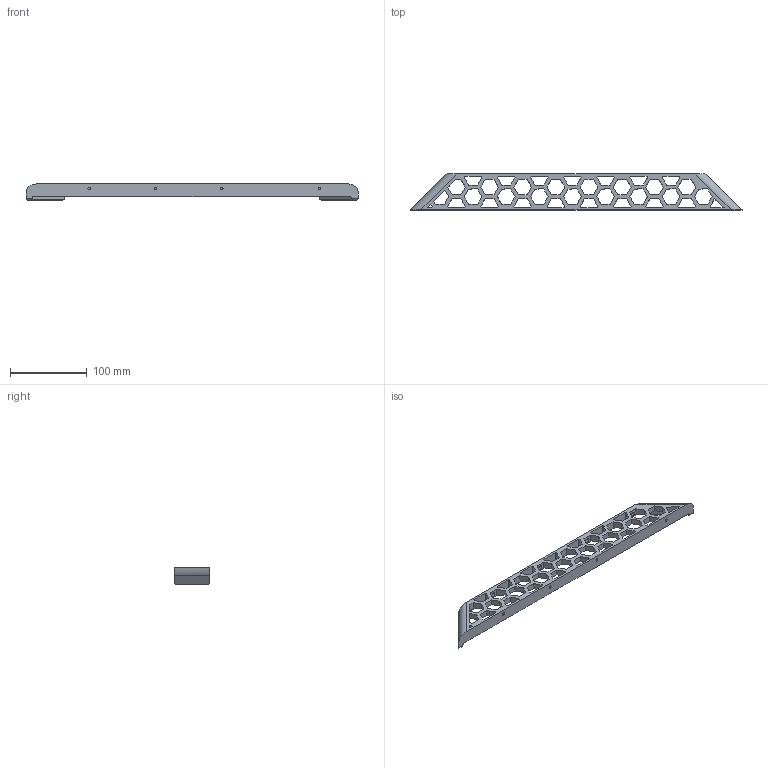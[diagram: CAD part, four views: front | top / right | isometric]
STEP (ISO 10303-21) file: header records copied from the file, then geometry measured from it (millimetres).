
FILE_DESCRIPTION (( 'STEP AP203' ), '1' );
FILE_NAME ('HCOMB-RIGHT.300mm.STEP', '2021-07-01T19:58:11', ( '' ), ( '' ), 'SwSTEP 2.0', 'SolidWorks 2019', '' );
FILE_SCHEMA (( 'CONFIG_CONTROL_DESIGN' ));
Length unit declared in the file: millimetre
Products named in the file (1): HCOMB-RIGHT.300mm
Bounding box: 431.72 x 46.8 x 21 mm (x, y, z)
Volume: 95014.5 mm3; surface area: 56514 mm2
Topology: 1 solids, 1 shells, 267 faces, 765 edges, 508 vertices
Faces by surface type: plane 220, cylinder 38, bspline 9
Entity records: 11389 total; most frequent: CARTESIAN_POINT 4565, ORIENTED_EDGE 1530, DIRECTION 1129, EDGE_CURVE 765, VERTEX_POINT 508, VECTOR 499, LINE 499, EDGE_LOOP 359
